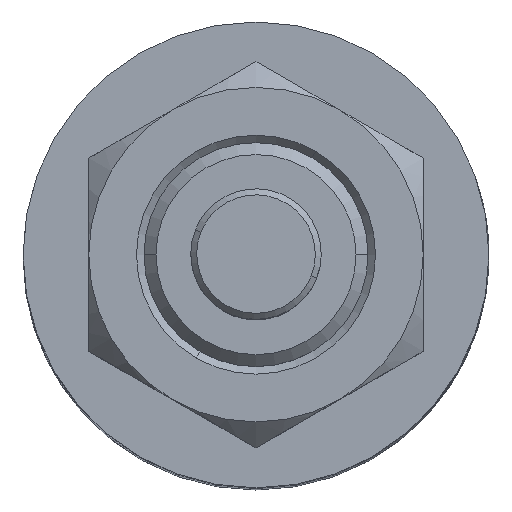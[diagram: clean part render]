
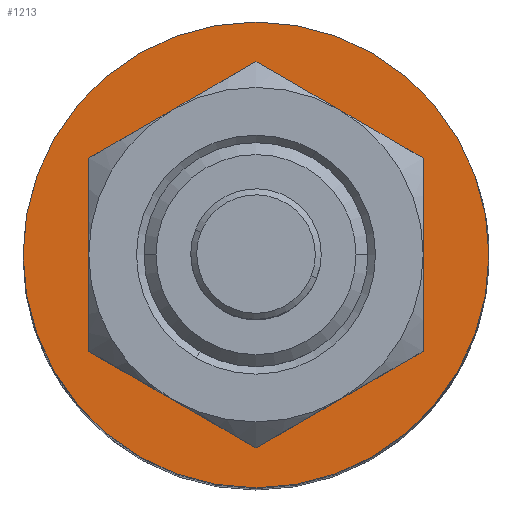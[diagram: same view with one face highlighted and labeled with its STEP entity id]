
A CAD part, top view. The second image highlights one B-rep face of the part: STEP entity #1213.
In plain terms, the highlighted planar face has unit normal (0, 0, 1).
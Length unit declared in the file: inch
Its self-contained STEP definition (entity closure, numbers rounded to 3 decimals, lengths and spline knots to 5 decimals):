
#49 = AXIS2_PLACEMENT_3D ( 'NONE', #1860, #408, #2097 ) ;
#86 = DIRECTION ( 'NONE',  ( 1., 0., 0. ) ) ;
#135 = CIRCLE ( 'NONE', #1904, 0.373 ) ;
#235 = VERTEX_POINT ( 'NONE', #2446 ) ;
#268 = AXIS2_PLACEMENT_3D ( 'NONE', #2365, #896, #2606 ) ;
#408 = DIRECTION ( 'NONE',  ( 0., 0., 1. ) ) ;
#411 = CARTESIAN_POINT ( 'NONE',  ( 0., 0.78, -0.88 ) ) ;
#434 = AXIS2_PLACEMENT_3D ( 'NONE', #411, #3103, #1626 ) ;
#577 = ORIENTED_EDGE ( 'NONE', *, *, #2168, .T. ) ;
#611 = CARTESIAN_POINT ( 'NONE',  ( -0.78, 0., -0.88 ) ) ;
#846 = VERTEX_POINT ( 'NONE', #897 ) ;
#896 = DIRECTION ( 'NONE',  ( 0., 0., 1. ) ) ;
#897 = CARTESIAN_POINT ( 'NONE',  ( -0.373, 0., -0.88 ) ) ;
#1083 = DIRECTION ( 'NONE',  ( 0., 0., 1. ) ) ;
#1103 = VERTEX_POINT ( 'NONE', #611 ) ;
#1213 = ADVANCED_FACE ( 'NONE', ( #2660, #1820 ), #2358, .F. ) ;
#1216 = EDGE_CURVE ( 'NONE', #235, #846, #2074, .T. ) ;
#1301 = VERTEX_POINT ( 'NONE', #2405 ) ;
#1420 = EDGE_LOOP ( 'NONE', ( #2568, #577 ) ) ;
#1556 = DIRECTION ( 'NONE',  ( 0., 0., 1. ) ) ;
#1626 = DIRECTION ( 'NONE',  ( -1., 0., 0. ) ) ;
#1820 = FACE_BOUND ( 'NONE', #1874, .T. ) ;
#1860 = CARTESIAN_POINT ( 'NONE',  ( 0., 0., -0.88 ) ) ;
#1874 = EDGE_LOOP ( 'NONE', ( #2991, #1949 ) ) ;
#1904 = AXIS2_PLACEMENT_3D ( 'NONE', #3028, #1556, #86 ) ;
#1949 = ORIENTED_EDGE ( 'NONE', *, *, #3096, .F. ) ;
#1968 = CIRCLE ( 'NONE', #2865, 0.78 ) ;
#2074 = CIRCLE ( 'NONE', #268, 0.373 ) ;
#2097 = DIRECTION ( 'NONE',  ( 1., 0., 0. ) ) ;
#2168 = EDGE_CURVE ( 'NONE', #1103, #1301, #1968, .T. ) ;
#2358 = PLANE ( 'NONE',  #434 ) ;
#2365 = CARTESIAN_POINT ( 'NONE',  ( 0., 0., -0.88 ) ) ;
#2405 = CARTESIAN_POINT ( 'NONE',  ( 0.78, 0., -0.88 ) ) ;
#2446 = CARTESIAN_POINT ( 'NONE',  ( 0.373, 0., -0.88 ) ) ;
#2547 = CARTESIAN_POINT ( 'NONE',  ( 0., 0., -0.88 ) ) ;
#2568 = ORIENTED_EDGE ( 'NONE', *, *, #2643, .T. ) ;
#2606 = DIRECTION ( 'NONE',  ( 1., 0., 0. ) ) ;
#2643 = EDGE_CURVE ( 'NONE', #1301, #1103, #3045, .T. ) ;
#2660 = FACE_OUTER_BOUND ( 'NONE', #1420, .T. ) ;
#2795 = DIRECTION ( 'NONE',  ( 1., 0., 0. ) ) ;
#2865 = AXIS2_PLACEMENT_3D ( 'NONE', #2547, #1083, #2795 ) ;
#2991 = ORIENTED_EDGE ( 'NONE', *, *, #1216, .F. ) ;
#3028 = CARTESIAN_POINT ( 'NONE',  ( 0., 0., -0.88 ) ) ;
#3045 = CIRCLE ( 'NONE', #49, 0.78 ) ;
#3096 = EDGE_CURVE ( 'NONE', #846, #235, #135, .T. ) ;
#3103 = DIRECTION ( 'NONE',  ( 0., 0., -1. ) ) ;
